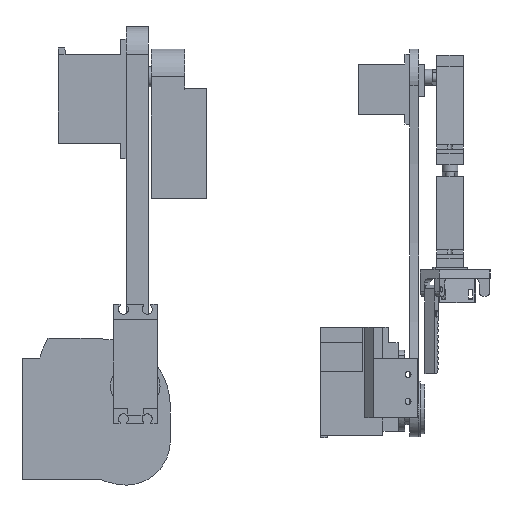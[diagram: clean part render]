
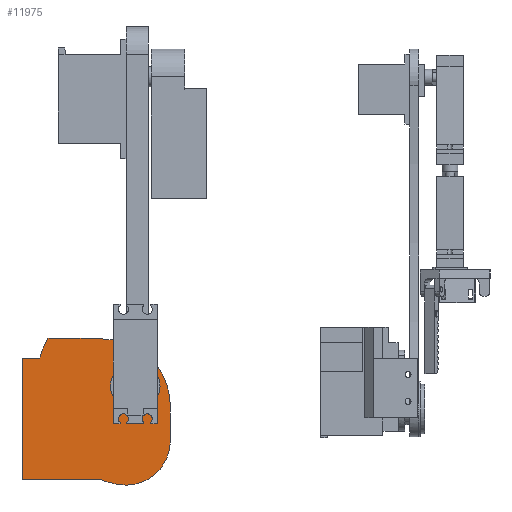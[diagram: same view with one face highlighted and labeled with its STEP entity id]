
A CAD part, front view. The second image highlights one B-rep face of the part: STEP entity #11975.
In plain terms, the highlighted planar face has unit normal (0, -1, 0).
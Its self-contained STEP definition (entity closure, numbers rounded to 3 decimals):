
#215=FACE_BOUND('',#1858,.T.);
#216=FACE_BOUND('',#1859,.T.);
#217=FACE_BOUND('',#1860,.T.);
#218=FACE_BOUND('',#1861,.T.);
#452=CIRCLE('',#12804,1.8);
#453=CIRCLE('',#12806,1.8);
#454=CIRCLE('',#12808,1.8);
#455=CIRCLE('',#12810,1.8);
#464=CIRCLE('',#12827,45.);
#470=CIRCLE('',#12844,45.);
#471=CIRCLE('',#12845,20.);
#472=CIRCLE('',#12846,30.);
#473=CIRCLE('',#12847,102.395);
#1124=FACE_OUTER_BOUND('',#1857,.T.);
#1857=EDGE_LOOP('',(#8798,#8799,#8800,#8801,#8802,#8803,#8804,#8805,#8806,
#8807,#8808));
#1858=EDGE_LOOP('',(#8809));
#1859=EDGE_LOOP('',(#8810));
#1860=EDGE_LOOP('',(#8811));
#1861=EDGE_LOOP('',(#8812));
#2749=LINE('',#18092,#3989);
#2753=LINE('',#18104,#3993);
#2762=LINE('',#18121,#4002);
#2766=LINE('',#18128,#4006);
#2777=LINE('',#18158,#4017);
#2778=LINE('',#18164,#4018);
#3989=VECTOR('',#14580,10.);
#3993=VECTOR('',#14592,10.);
#4002=VECTOR('',#14609,10.);
#4006=VECTOR('',#14615,10.);
#4017=VECTOR('',#14644,10.);
#4018=VECTOR('',#14649,10.);
#5216=VERTEX_POINT('',#18028);
#5217=VERTEX_POINT('',#18032);
#5218=VERTEX_POINT('',#18036);
#5219=VERTEX_POINT('',#18040);
#5238=VERTEX_POINT('',#18089);
#5239=VERTEX_POINT('',#18091);
#5240=VERTEX_POINT('',#18095);
#5243=VERTEX_POINT('',#18103);
#5247=VERTEX_POINT('',#18120);
#5249=VERTEX_POINT('',#18126);
#5259=VERTEX_POINT('',#18157);
#5260=VERTEX_POINT('',#18159);
#5261=VERTEX_POINT('',#18161);
#5262=VERTEX_POINT('',#18163);
#5263=VERTEX_POINT('',#18165);
#6513=EDGE_CURVE('',#5216,#5216,#452,.T.);
#6515=EDGE_CURVE('',#5217,#5217,#453,.T.);
#6517=EDGE_CURVE('',#5218,#5218,#454,.T.);
#6519=EDGE_CURVE('',#5219,#5219,#455,.T.);
#6543=EDGE_CURVE('',#5239,#5238,#2749,.T.);
#6545=EDGE_CURVE('',#5240,#5239,#464,.T.);
#6549=EDGE_CURVE('',#5243,#5240,#2753,.T.);
#6558=EDGE_CURVE('',#5247,#5243,#2762,.T.);
#6562=EDGE_CURVE('',#5238,#5249,#2766,.T.);
#6577=EDGE_CURVE('',#5249,#5259,#2777,.T.);
#6578=EDGE_CURVE('',#5259,#5260,#470,.T.);
#6579=EDGE_CURVE('',#5261,#5260,#471,.T.);
#6580=EDGE_CURVE('',#5261,#5262,#2778,.T.);
#6581=EDGE_CURVE('',#5263,#5262,#472,.T.);
#6582=EDGE_CURVE('',#5263,#5247,#473,.T.);
#8798=ORIENTED_EDGE('',*,*,#6562,.T.);
#8799=ORIENTED_EDGE('',*,*,#6577,.T.);
#8800=ORIENTED_EDGE('',*,*,#6578,.T.);
#8801=ORIENTED_EDGE('',*,*,#6579,.F.);
#8802=ORIENTED_EDGE('',*,*,#6580,.T.);
#8803=ORIENTED_EDGE('',*,*,#6581,.F.);
#8804=ORIENTED_EDGE('',*,*,#6582,.T.);
#8805=ORIENTED_EDGE('',*,*,#6558,.T.);
#8806=ORIENTED_EDGE('',*,*,#6549,.T.);
#8807=ORIENTED_EDGE('',*,*,#6545,.T.);
#8808=ORIENTED_EDGE('',*,*,#6543,.T.);
#8809=ORIENTED_EDGE('',*,*,#6513,.T.);
#8810=ORIENTED_EDGE('',*,*,#6515,.T.);
#8811=ORIENTED_EDGE('',*,*,#6517,.T.);
#8812=ORIENTED_EDGE('',*,*,#6519,.T.);
#11458=PLANE('',#12843);
#11975=ADVANCED_FACE('',(#1124,#215,#216,#217,#218),#11458,.T.);
#12804=AXIS2_PLACEMENT_3D('',#18029,#14518,#14519);
#12806=AXIS2_PLACEMENT_3D('',#18033,#14523,#14524);
#12808=AXIS2_PLACEMENT_3D('',#18037,#14528,#14529);
#12810=AXIS2_PLACEMENT_3D('',#18041,#14533,#14534);
#12827=AXIS2_PLACEMENT_3D('',#18096,#14584,#14585);
#12843=AXIS2_PLACEMENT_3D('',#18156,#14642,#14643);
#12844=AXIS2_PLACEMENT_3D('',#18160,#14645,#14646);
#12845=AXIS2_PLACEMENT_3D('',#18162,#14647,#14648);
#12846=AXIS2_PLACEMENT_3D('',#18166,#14650,#14651);
#12847=AXIS2_PLACEMENT_3D('',#18167,#14652,#14653);
#14518=DIRECTION('center_axis',(0.,1.,0.));
#14519=DIRECTION('ref_axis',(0.,0.,1.));
#14523=DIRECTION('center_axis',(0.,1.,0.));
#14524=DIRECTION('ref_axis',(0.,0.,1.));
#14528=DIRECTION('center_axis',(0.,1.,0.));
#14529=DIRECTION('ref_axis',(0.,0.,1.));
#14533=DIRECTION('center_axis',(0.,1.,0.));
#14534=DIRECTION('ref_axis',(0.,0.,1.));
#14580=DIRECTION('',(-1.,0.,0.));
#14584=DIRECTION('center_axis',(0.,-1.,0.));
#14585=DIRECTION('ref_axis',(1.,0.,0.));
#14592=DIRECTION('',(-1.,0.,0.001));
#14609=DIRECTION('',(-1.,0.,0.));
#14615=DIRECTION('',(0.,0.,-1.));
#14642=DIRECTION('center_axis',(0.,-1.,0.));
#14643=DIRECTION('ref_axis',(-1.,0.,0.));
#14644=DIRECTION('',(1.,0.,0.));
#14645=DIRECTION('center_axis',(0.,-1.,0.));
#14646=DIRECTION('ref_axis',(1.,0.,0.));
#14647=DIRECTION('center_axis',(0.,1.,0.));
#14648=DIRECTION('ref_axis',(0.645,0.,-0.764));
#14649=DIRECTION('',(0.,0.,1.));
#14650=DIRECTION('center_axis',(0.,1.,0.));
#14651=DIRECTION('ref_axis',(0.75,0.,0.662));
#14652=DIRECTION('center_axis',(0.,-1.,0.));
#14653=DIRECTION('ref_axis',(0.,0.,1.));
#18028=CARTESIAN_POINT('',(4.,47.,16.25));
#18029=CARTESIAN_POINT('Origin',(4.,47.,18.05));
#18032=CARTESIAN_POINT('',(-4.05,47.,8.2));
#18033=CARTESIAN_POINT('Origin',(-4.05,47.,10.));
#18036=CARTESIAN_POINT('',(4.,47.,0.15));
#18037=CARTESIAN_POINT('Origin',(4.,47.,1.95));
#18040=CARTESIAN_POINT('',(12.05,47.,8.2));
#18041=CARTESIAN_POINT('Origin',(12.05,47.,10.));
#18089=CARTESIAN_POINT('',(-47.15,47.,22.7));
#18091=CARTESIAN_POINT('',(-39.171,47.,22.7));
#18092=CARTESIAN_POINT('',(-47.15,47.,22.7));
#18095=CARTESIAN_POINT('',(-35.418,47.,31.709));
#18096=CARTESIAN_POINT('Origin',(4.,47.,10.));
#18103=CARTESIAN_POINT('',(-24.15,47.,31.7));
#18104=CARTESIAN_POINT('',(-15.701,47.,31.694));
#18120=CARTESIAN_POINT('',(-19.15,47.,31.7));
#18121=CARTESIAN_POINT('',(-10.075,47.,31.7));
#18126=CARTESIAN_POINT('',(-47.15,47.,-32.3));
#18128=CARTESIAN_POINT('',(-47.15,47.,-32.3));
#18156=CARTESIAN_POINT('Origin',(4.,47.,10.));
#18157=CARTESIAN_POINT('',(-11.353,47.,-32.3));
#18158=CARTESIAN_POINT('',(-19.15,47.,-32.3));
#18159=CARTESIAN_POINT('',(-3.545,47.,-34.363));
#18160=CARTESIAN_POINT('Origin',(4.,47.,10.));
#18161=CARTESIAN_POINT('',(19.808,47.,-14.646));
#18162=CARTESIAN_POINT('Origin',(-0.192,47.,-14.646));
#18163=CARTESIAN_POINT('',(19.808,47.,1.144));
#18164=CARTESIAN_POINT('',(19.808,47.,17.));
#18165=CARTESIAN_POINT('',(-6.48,47.,30.913));
#18166=CARTESIAN_POINT('Origin',(-10.192,47.,1.144));
#18167=CARTESIAN_POINT('Origin',(-19.15,47.,-70.695));
